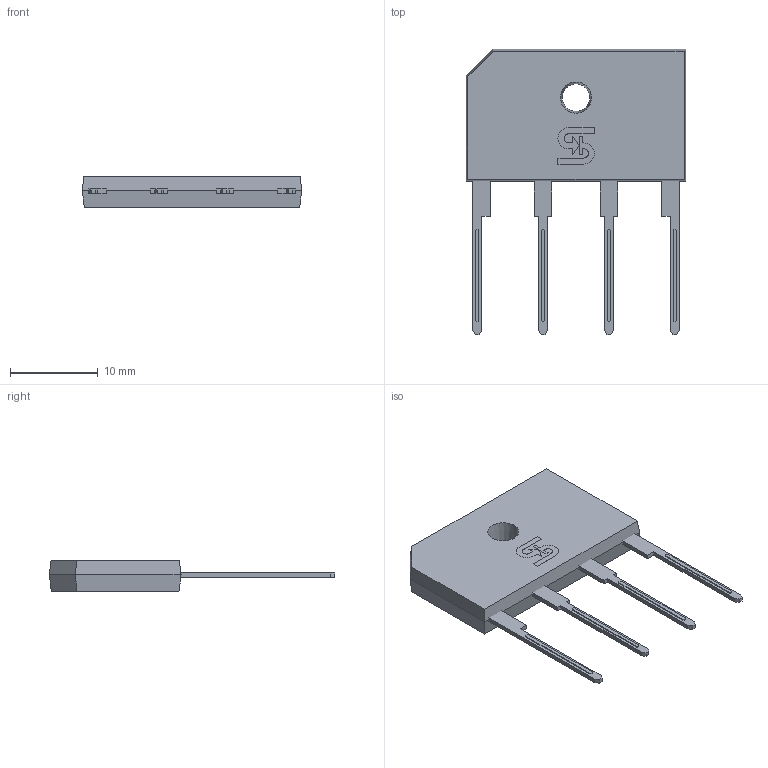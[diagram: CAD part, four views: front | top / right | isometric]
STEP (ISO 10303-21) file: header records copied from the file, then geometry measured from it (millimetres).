
FILE_DESCRIPTION(/* description */ (''),/* implementation_level */ '2;1');
FILE_NAME(/* name */ 'TS4B Outline Structure.stp',/* time_stamp */ '2020-04-24T09:21:11+08:00',/* author */ ('he.song'),/* organization */ (''),/* preprocessor_version */ 'ST-DEVELOPER v16.13',/* originating_system */ 'Autodesk Inventor 2018',/* authorisation */ '');
FILE_SCHEMA (('AUTOMOTIVE_DESIGN { 1 0 10303 214 3 1 1 }'));
Length unit declared in the file: millimetre
Products named in the file (4): TS4B07G; TS4B  LF.stp; TS4B  Body.stp; 印字
Assembly tree (3 placements, depth 2):
  TS4B07G
    TS4B  LF.stp
    TS4B  Body.stp
    印字
Bounding box: 25 x 32.5 x 3.5 mm (x, y, z)
Volume: 1283.4 mm3; surface area: 1305.7 mm2
Topology: 7 solids, 7 shells, 157 faces, 399 edges, 263 vertices
Faces by surface type: plane 152, cylinder 4, cone 1
Entity records: 4799 total; most frequent: CARTESIAN_POINT 826, ORIENTED_EDGE 798, DIRECTION 738, EDGE_CURVE 398, LINE 388, VECTOR 388, VERTEX_POINT 263, AXIS2_PLACEMENT_3D 175
